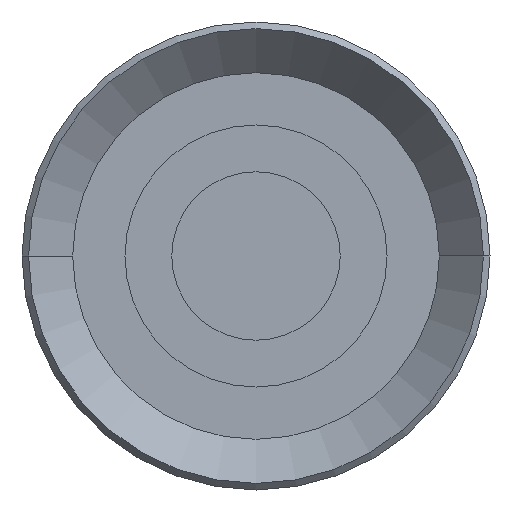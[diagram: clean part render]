
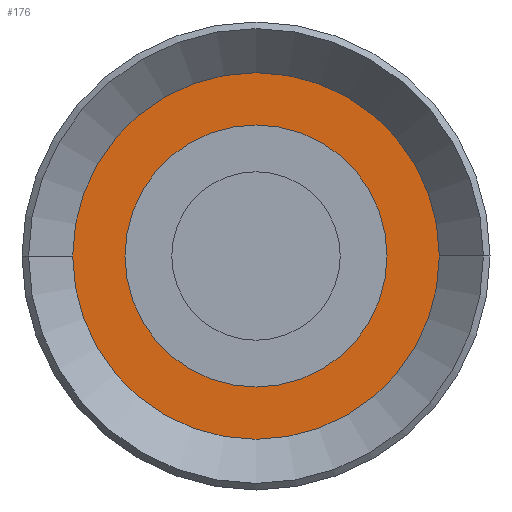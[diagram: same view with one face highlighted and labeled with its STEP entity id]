
A CAD part, front view. The second image highlights one B-rep face of the part: STEP entity #176.
In plain terms, the highlighted planar face has unit normal (0, -1, 0).
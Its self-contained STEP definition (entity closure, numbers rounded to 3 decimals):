
#102=CARTESIAN_POINT('POINT7',(140.,40.,0.))
   ;
#103=VERTEX_POINT('VERTEX7',#102);
#104=CARTESIAN_POINT('POINT8',(-140.,40.,0.));
#105=VERTEX_POINT('VERTEX8',#104);
#106=CARTESIAN_POINT('POS12',(0.,40.,0.));
#107=DIRECTION('DIR21',(0.,1.,0.));
#108=DIRECTION('DIR22',(-1.,0.,0.));
#109=AXIS2_PLACEMENT_3D('AXIS10',#106,#107,#108);
#110=CIRCLE('ELLIPSE7',#109,140.);
#111=EDGE_CURVE('EDGE9',#103,#105,#110,.F.);
#136=CARTESIAN_POINT('POS16',(0.,40.,0.));
#137=DIRECTION('DIR27',(0.,-1.,0.));
#138=DIRECTION('DIR28',(-1.,0.,0.));
#139=AXIS2_PLACEMENT_3D('AXIS12',#136,#137,#138);
#140=CIRCLE('ELLIPSE8',#139,140.);
#141=EDGE_CURVE('EDGE12',#103,#105,#140,.F.);
#147=ORIENTED_EDGE('COEDGE23',*,*,#141,.T.);
#148=ORIENTED_EDGE('COEDGE24',*,*,#111,.F.);
#149=EDGE_LOOP('NONE',(#147,#148));
#150=FACE_BOUND('LOOP1',#149,.T.);
#151=CARTESIAN_POINT('POINT9',(195.858,40.,
   0.));
#152=VERTEX_POINT('VERTEX9',#151);
#153=CARTESIAN_POINT('POINT10',(-195.858,40.,
   0.));
#154=VERTEX_POINT('VERTEX10',#153);
#155=CARTESIAN_POINT('POS17',(0.,40.,0.));
#156=DIRECTION('DIR29',(0.,-1.,0.));
#157=DIRECTION('DIR30',(-1.,0.,0.));
#158=AXIS2_PLACEMENT_3D('AXIS13',#155,#156,#157);
#159=CIRCLE('ELLIPSE9',#158,195.858);
#160=EDGE_CURVE('EDGE13',#152,#154,#159,.T.);
#161=ORIENTED_EDGE('COEDGE25',*,*,#160,.T.);
#162=CARTESIAN_POINT('POS18',(0.,40.,0.));
#163=DIRECTION('DIR31',(0.,-1.,0.));
#164=DIRECTION('DIR32',(-1.,0.,0.));
#165=AXIS2_PLACEMENT_3D('AXIS14',#162,#163,#164);
#166=CIRCLE('ELLIPSE10',#165,195.858);
#167=EDGE_CURVE('EDGE14',#152,#154,#166,.F.);
#168=ORIENTED_EDGE('COEDGE26',*,*,#167,.F.);
#169=EDGE_LOOP('NONE',(#161,#168));
#170=FACE_BOUND('LOOP1',#169,.T.);
#171=CARTESIAN_POINT('POS19',(0.,40.,0.));
#172=DIRECTION('DIR33',(0.,-1.,0.));
#173=DIRECTION('DIR34',(1.,0.,0.));
#174=AXIS2_PLACEMENT_3D('AXIS15',#171,#172,#173);
#175=PLANE('PLANE3',#174);
#176=ADVANCED_FACE('FACE7',(#150,#170),#175,.T.);
